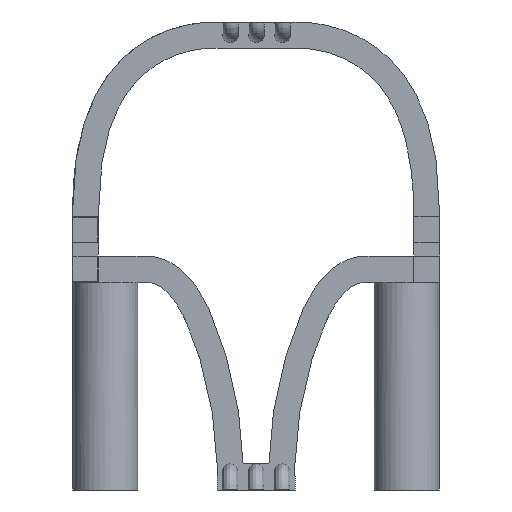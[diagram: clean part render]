
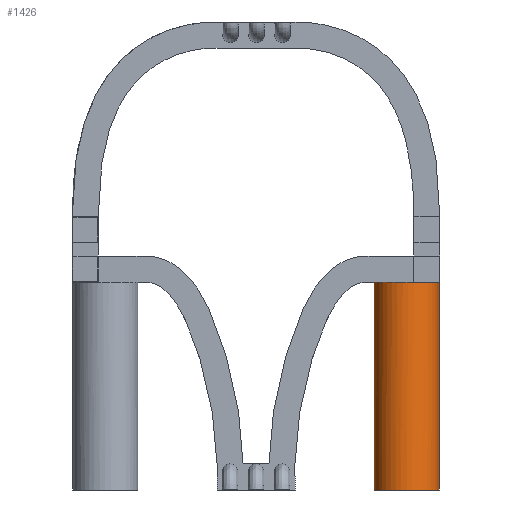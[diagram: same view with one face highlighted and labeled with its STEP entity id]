
A CAD part, left-side view. The second image highlights one B-rep face of the part: STEP entity #1426.
In plain terms, the highlighted cylindrical face has radius 12.5 mm (diameter 25 mm), a partial arc.
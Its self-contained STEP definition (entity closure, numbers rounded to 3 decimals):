
#152=FACE_OUTER_BOUND('',#241,.T.);
#241=EDGE_LOOP('',(#1004,#1005,#1006,#1007,#1008,#1009));
#336=LINE('',#1939,#497);
#337=LINE('',#1943,#498);
#497=VECTOR('',#1617,10.);
#498=VECTOR('',#1620,10.);
#658=CIRCLE('',#1531,12.5);
#659=CIRCLE('',#1532,12.5);
#660=CIRCLE('',#1533,12.5);
#661=CIRCLE('',#1534,12.5);
#667=VERTEX_POINT('',#1935);
#668=VERTEX_POINT('',#1936);
#669=VERTEX_POINT('',#1938);
#670=VERTEX_POINT('',#1940);
#671=VERTEX_POINT('',#1942);
#672=VERTEX_POINT('',#1944);
#794=EDGE_CURVE('',#667,#668,#658,.T.);
#795=EDGE_CURVE('',#667,#669,#336,.T.);
#796=EDGE_CURVE('',#669,#670,#659,.T.);
#797=EDGE_CURVE('',#671,#670,#337,.T.);
#798=EDGE_CURVE('',#672,#671,#660,.T.);
#799=EDGE_CURVE('',#668,#672,#661,.T.);
#1004=ORIENTED_EDGE('',*,*,#794,.F.);
#1005=ORIENTED_EDGE('',*,*,#795,.T.);
#1006=ORIENTED_EDGE('',*,*,#796,.T.);
#1007=ORIENTED_EDGE('',*,*,#797,.F.);
#1008=ORIENTED_EDGE('',*,*,#798,.F.);
#1009=ORIENTED_EDGE('',*,*,#799,.F.);
#1424=CYLINDRICAL_SURFACE('',#1530,12.5);
#1426=ADVANCED_FACE('',(#152),#1424,.T.);
#1530=AXIS2_PLACEMENT_3D('',#1934,#1613,#1614);
#1531=AXIS2_PLACEMENT_3D('',#1937,#1615,#1616);
#1532=AXIS2_PLACEMENT_3D('',#1941,#1618,#1619);
#1533=AXIS2_PLACEMENT_3D('',#1945,#1621,#1622);
#1534=AXIS2_PLACEMENT_3D('',#1946,#1623,#1624);
#1613=DIRECTION('center_axis',(0.,0.,1.));
#1614=DIRECTION('ref_axis',(-1.,0.,0.));
#1615=DIRECTION('center_axis',(0.,0.,1.));
#1616=DIRECTION('ref_axis',(1.,0.,0.));
#1617=DIRECTION('',(0.,0.,-1.));
#1618=DIRECTION('center_axis',(0.,0.,1.));
#1619=DIRECTION('ref_axis',(1.,0.,0.));
#1620=DIRECTION('',(0.,0.,-1.));
#1621=DIRECTION('center_axis',(0.,0.,1.));
#1622=DIRECTION('ref_axis',(1.,0.,0.));
#1623=DIRECTION('center_axis',(0.,0.,1.));
#1624=DIRECTION('ref_axis',(1.,0.,0.));
#1934=CARTESIAN_POINT('Origin',(-1.345,-57.931,158.912));
#1935=CARTESIAN_POINT('',(8.,-49.629,158.912));
#1936=CARTESIAN_POINT('',(0.,-45.504,158.912));
#1937=CARTESIAN_POINT('Origin',(-1.345,-57.931,158.912));
#1938=CARTESIAN_POINT('',(8.,-49.629,78.912));
#1939=CARTESIAN_POINT('',(8.,-49.629,158.912));
#1940=CARTESIAN_POINT('',(8.,-66.233,78.912));
#1941=CARTESIAN_POINT('Origin',(-1.345,-57.931,78.912));
#1942=CARTESIAN_POINT('',(8.,-66.233,158.912));
#1943=CARTESIAN_POINT('',(8.,-66.233,158.912));
#1944=CARTESIAN_POINT('',(-13.539,-60.681,158.912));
#1945=CARTESIAN_POINT('Origin',(-1.345,-57.931,158.912));
#1946=CARTESIAN_POINT('Origin',(-1.345,-57.931,158.912));
